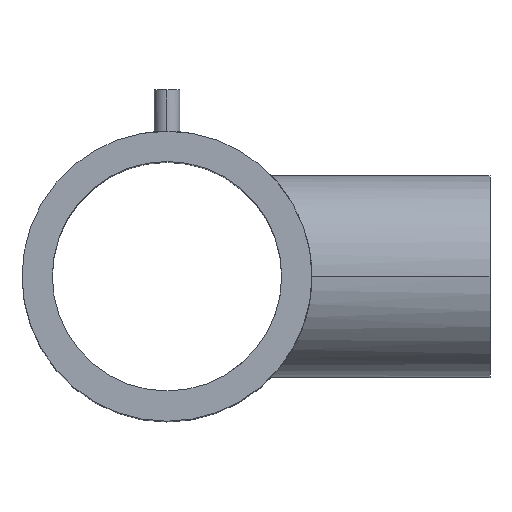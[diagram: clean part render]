
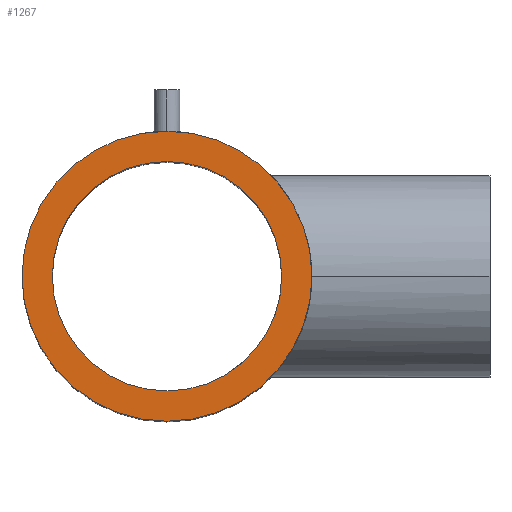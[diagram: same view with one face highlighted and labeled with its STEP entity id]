
A CAD part, top view. The second image highlights one B-rep face of the part: STEP entity #1267.
In plain terms, the highlighted planar face has unit normal (0, 0, 1).
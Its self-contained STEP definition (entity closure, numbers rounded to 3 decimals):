
#85 = AXIS2_PLACEMENT_3D ( 'NONE', #696, #94, #489 ) ;
#93 = VERTEX_POINT ( 'NONE', #380 ) ;
#94 = DIRECTION ( 'NONE',  ( 0., 0., 1. ) ) ;
#179 = DIRECTION ( 'NONE',  ( 1., 0., 0. ) ) ;
#186 = FACE_OUTER_BOUND ( 'NONE', #712, .T. ) ;
#234 = DIRECTION ( 'NONE',  ( 0., 0., 1. ) ) ;
#242 = AXIS2_PLACEMENT_3D ( 'NONE', #1082, #905, #179 ) ;
#270 = EDGE_CURVE ( 'NONE', #986, #1018, #1305, .T. ) ;
#280 = ORIENTED_EDGE ( 'NONE', *, *, #330, .F. ) ;
#296 = FACE_BOUND ( 'NONE', #608, .T. ) ;
#308 = ORIENTED_EDGE ( 'NONE', *, *, #1166, .T. ) ;
#310 = CARTESIAN_POINT ( 'NONE',  ( 0., 0., 134. ) ) ;
#330 = EDGE_CURVE ( 'NONE', #1018, #986, #1119, .T. ) ;
#358 = CARTESIAN_POINT ( 'NONE',  ( 0., 0., 134. ) ) ;
#380 = CARTESIAN_POINT ( 'NONE',  ( -79., 0., 134. ) ) ;
#412 = PLANE ( 'NONE',  #1100 ) ;
#489 = DIRECTION ( 'NONE',  ( 1., 0., 0. ) ) ;
#496 = ORIENTED_EDGE ( 'NONE', *, *, #270, .F. ) ;
#510 = EDGE_CURVE ( 'NONE', #1023, #93, #511, .T. ) ;
#511 = CIRCLE ( 'NONE', #774, 79. ) ;
#584 = CIRCLE ( 'NONE', #85, 79. ) ;
#608 = EDGE_LOOP ( 'NONE', ( #280, #496 ) ) ;
#662 = DIRECTION ( 'NONE',  ( 1., 0., 0. ) ) ;
#696 = CARTESIAN_POINT ( 'NONE',  ( 0., 0., 134. ) ) ;
#712 = EDGE_LOOP ( 'NONE', ( #308, #1308 ) ) ;
#721 = DIRECTION ( 'NONE',  ( 1., 0., 0. ) ) ;
#766 = DIRECTION ( 'NONE',  ( 1., 0., 0. ) ) ;
#774 = AXIS2_PLACEMENT_3D ( 'NONE', #358, #234, #766 ) ;
#812 = DIRECTION ( 'NONE',  ( 0., 0., 1. ) ) ;
#905 = DIRECTION ( 'NONE',  ( 0., 0., 1. ) ) ;
#984 = CARTESIAN_POINT ( 'NONE',  ( 62.5, 0., 134. ) ) ;
#986 = VERTEX_POINT ( 'NONE', #984 ) ;
#1018 = VERTEX_POINT ( 'NONE', #1024 ) ;
#1023 = VERTEX_POINT ( 'NONE', #1040 ) ;
#1024 = CARTESIAN_POINT ( 'NONE',  ( -62.5, 0., 134. ) ) ;
#1040 = CARTESIAN_POINT ( 'NONE',  ( 79., 0., 134. ) ) ;
#1082 = CARTESIAN_POINT ( 'NONE',  ( 0., 0., 134. ) ) ;
#1100 = AXIS2_PLACEMENT_3D ( 'NONE', #310, #812, #721 ) ;
#1119 = CIRCLE ( 'NONE', #242, 62.5 ) ;
#1137 = AXIS2_PLACEMENT_3D ( 'NONE', #1272, #1174, #662 ) ;
#1166 = EDGE_CURVE ( 'NONE', #93, #1023, #584, .T. ) ;
#1174 = DIRECTION ( 'NONE',  ( 0., 0., 1. ) ) ;
#1267 = ADVANCED_FACE ( 'NONE', ( #186, #296 ), #412, .T. ) ;
#1272 = CARTESIAN_POINT ( 'NONE',  ( 0., 0., 134. ) ) ;
#1305 = CIRCLE ( 'NONE', #1137, 62.5 ) ;
#1308 = ORIENTED_EDGE ( 'NONE', *, *, #510, .T. ) ;
